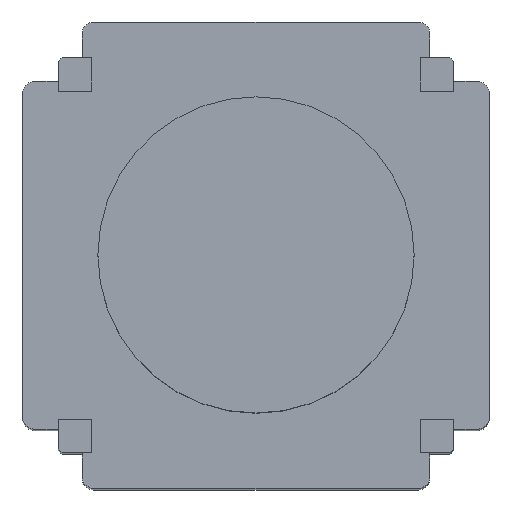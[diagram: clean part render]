
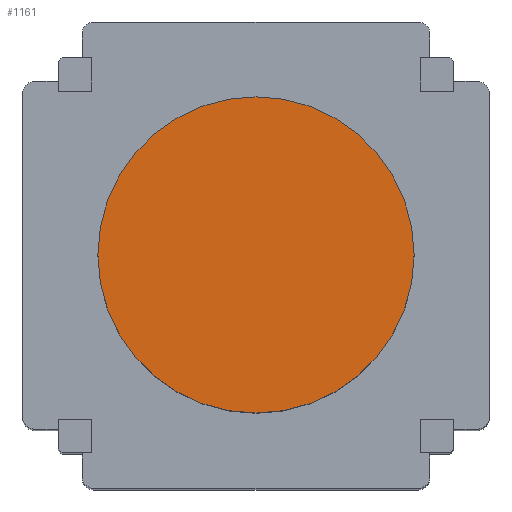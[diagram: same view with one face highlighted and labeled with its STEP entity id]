
A CAD part, top view. The second image highlights one B-rep face of the part: STEP entity #1161.
In plain terms, the highlighted planar face has unit normal (0, 0, 1).
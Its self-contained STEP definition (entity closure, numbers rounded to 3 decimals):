
#220=CARTESIAN_POINT('',(50.,50.,260.));
#221=DIRECTION('',(0.,0.,1.));
#222=DIRECTION('',(1.,0.,0.));
#223=AXIS2_PLACEMENT_3D('',#220,#221,#222);
#225=CARTESIAN_POINT('',(50.,50.,260.));
#226=DIRECTION('',(0.,0.,1.));
#227=DIRECTION('',(-1.,0.,0.));
#228=AXIS2_PLACEMENT_3D('',#225,#226,#227);
#782=CARTESIAN_POINT('',(90.,50.,260.));
#783=CARTESIAN_POINT('',(10.,50.,260.));
#784=VERTEX_POINT('',#782);
#785=VERTEX_POINT('',#783);
#1152=CARTESIAN_POINT('',(50.,50.,260.));
#1153=DIRECTION('',(0.,0.,1.));
#1154=DIRECTION('',(1.,0.,0.));
#1155=AXIS2_PLACEMENT_3D('',#1152,#1153,#1154);
#1156=PLANE('',#1155);
#1157=ORIENTED_EDGE('',*,*,#1134,.F.);
#1158=ORIENTED_EDGE('',*,*,#1147,.F.);
#1159=EDGE_LOOP('',(#1157,#1158));
#1160=FACE_OUTER_BOUND('',#1159,.F.);
#1161=ADVANCED_FACE('',(#1160),#1156,.T.);
#224=CIRCLE('',#223,40.);
#229=CIRCLE('',#228,40.);
#1134=EDGE_CURVE('',#784,#785,#224,.T.);
#1147=EDGE_CURVE('',#785,#784,#229,.T.);
